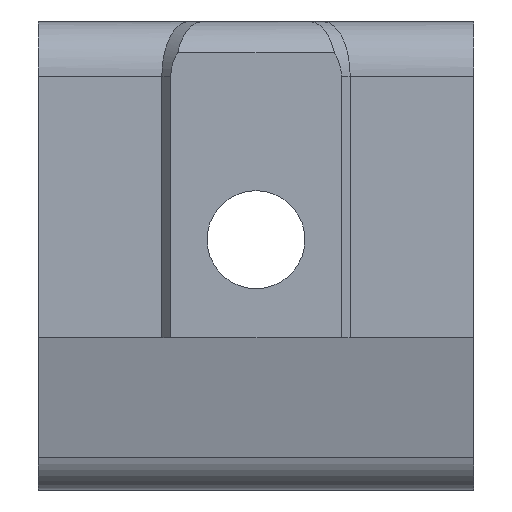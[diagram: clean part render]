
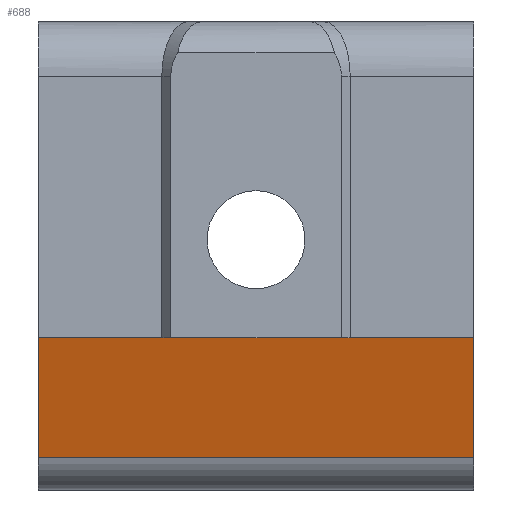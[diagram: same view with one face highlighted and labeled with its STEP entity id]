
A CAD part, left-side view. The second image highlights one B-rep face of the part: STEP entity #688.
In plain terms, the highlighted planar face has unit normal (-0.97, 0, -0.244).
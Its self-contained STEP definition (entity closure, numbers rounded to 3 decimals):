
#81=FACE_OUTER_BOUND('',#119,.T.);
#119=EDGE_LOOP('',(#546,#547,#548,#549,#550,#551,#552));
#147=ELLIPSE('',#760,4.124,4.);
#148=ELLIPSE('',#761,4.124,4.);
#175=LINE('',#1074,#241);
#192=LINE('',#1121,#258);
#193=LINE('',#1124,#259);
#194=LINE('',#1130,#260);
#195=LINE('',#1131,#261);
#241=VECTOR('',#866,10.);
#258=VECTOR('',#909,10.);
#259=VECTOR('',#912,10.);
#260=VECTOR('',#917,10.);
#261=VECTOR('',#918,10.);
#312=VERTEX_POINT('',#1071);
#313=VERTEX_POINT('',#1073);
#329=VERTEX_POINT('',#1117);
#331=VERTEX_POINT('',#1123);
#332=VERTEX_POINT('',#1125);
#333=VERTEX_POINT('',#1127);
#334=VERTEX_POINT('',#1129);
#389=EDGE_CURVE('',#312,#313,#175,.T.);
#413=EDGE_CURVE('',#313,#329,#192,.T.);
#414=EDGE_CURVE('',#331,#312,#193,.T.);
#415=EDGE_CURVE('',#332,#331,#147,.T.);
#416=EDGE_CURVE('',#333,#332,#148,.T.);
#417=EDGE_CURVE('',#334,#333,#194,.T.);
#418=EDGE_CURVE('',#329,#334,#195,.T.);
#546=ORIENTED_EDGE('',*,*,#413,.F.);
#547=ORIENTED_EDGE('',*,*,#389,.F.);
#548=ORIENTED_EDGE('',*,*,#414,.F.);
#549=ORIENTED_EDGE('',*,*,#415,.F.);
#550=ORIENTED_EDGE('',*,*,#416,.F.);
#551=ORIENTED_EDGE('',*,*,#417,.F.);
#552=ORIENTED_EDGE('',*,*,#418,.F.);
#661=PLANE('',#759);
#688=ADVANCED_FACE('',(#81),#661,.F.);
#759=AXIS2_PLACEMENT_3D('',#1122,#910,#911);
#760=AXIS2_PLACEMENT_3D('',#1126,#913,#914);
#761=AXIS2_PLACEMENT_3D('',#1128,#915,#916);
#866=DIRECTION('',(0.244,0.,-0.97));
#909=DIRECTION('',(0.,1.,0.));
#910=DIRECTION('center_axis',(0.97,0.,0.244));
#911=DIRECTION('ref_axis',(-0.244,0.,0.97));
#912=DIRECTION('',(0.,-1.,0.));
#913=DIRECTION('center_axis',(-0.97,0.,-0.244));
#914=DIRECTION('ref_axis',(-0.244,0.,0.97));
#915=DIRECTION('center_axis',(-0.97,0.,-0.244));
#916=DIRECTION('ref_axis',(-0.244,0.,0.97));
#917=DIRECTION('',(0.,-1.,0.));
#918=DIRECTION('',(-0.244,0.,0.97));
#1071=CARTESIAN_POINT('',(2.577,0.,3.11));
#1073=CARTESIAN_POINT('',(5.87,0.,-9.988));
#1074=CARTESIAN_POINT('',(5.286,0.,-7.664));
#1117=CARTESIAN_POINT('',(5.87,20.,-9.988));
#1121=CARTESIAN_POINT('',(5.87,10.,-9.988));
#1122=CARTESIAN_POINT('Origin',(6.25,20.,-11.5));
#1123=CARTESIAN_POINT('',(2.577,7.484,3.11));
#1124=CARTESIAN_POINT('',(2.577,20.,3.11));
#1125=CARTESIAN_POINT('',(3.359,6.,0.));
#1126=CARTESIAN_POINT('Origin',(3.359,10.,0.));
#1127=CARTESIAN_POINT('',(2.577,12.516,3.11));
#1128=CARTESIAN_POINT('Origin',(3.359,10.,0.));
#1129=CARTESIAN_POINT('',(2.577,20.,3.11));
#1130=CARTESIAN_POINT('',(2.577,20.,3.11));
#1131=CARTESIAN_POINT('',(5.286,20.,-7.664));
